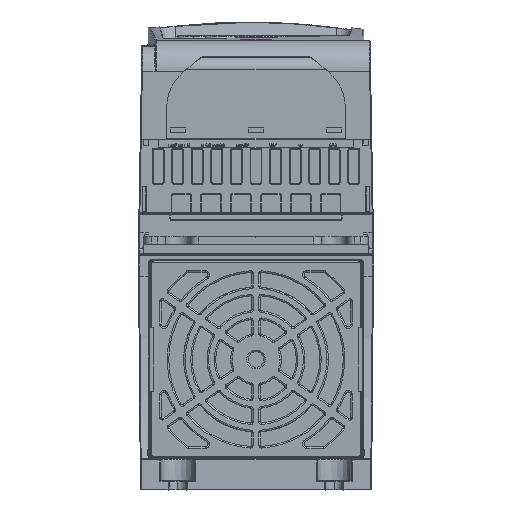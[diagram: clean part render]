
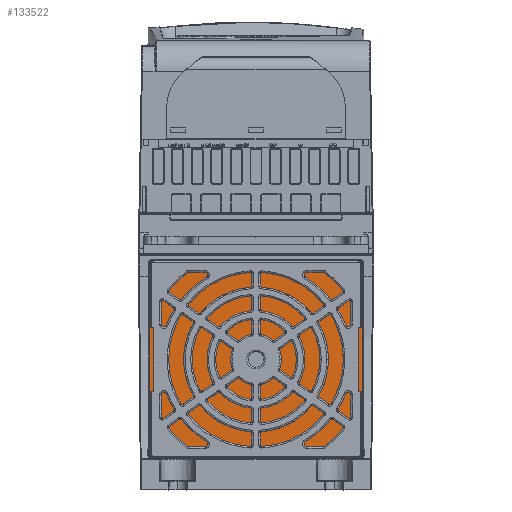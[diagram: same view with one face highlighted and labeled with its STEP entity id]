
A CAD part, front view. The second image highlights one B-rep face of the part: STEP entity #133522.
In plain terms, the highlighted planar face has unit normal (0, -1, 0).
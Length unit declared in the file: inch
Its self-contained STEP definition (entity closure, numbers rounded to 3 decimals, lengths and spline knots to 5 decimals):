
#1378 = ORIENTED_EDGE ( 'NONE', *, *, #64595, .T. ) ;
#1481 = VERTEX_POINT ( 'NONE', #70500 ) ;
#9460 = VERTEX_POINT ( 'NONE', #62488 ) ;
#10369 = CARTESIAN_POINT ( 'NONE',  ( -1.34234, -3.13404, -2.79531 ) ) ;
#11289 = CARTESIAN_POINT ( 'NONE',  ( 1.34234, -3.13404, -0.3388 ) ) ;
#12245 = CARTESIAN_POINT ( 'NONE',  ( 1.34234, -3.13404, -2.81837 ) ) ;
#17082 = DIRECTION ( 'NONE',  ( 0., 0., -1. ) ) ;
#21526 = EDGE_CURVE ( 'NONE', #135971, #80988, #116493, .T. ) ;
#23659 = CARTESIAN_POINT ( 'NONE',  ( 1.30297, -3.13404, -2.83468 ) ) ;
#25825 = AXIS2_PLACEMENT_3D ( 'NONE', #44295, #113630, #115202 ) ;
#32524 =( BOUNDED_CURVE ( )  B_SPLINE_CURVE ( 3, ( #10369, #93607, #151606, #104461 ),
 .UNSPECIFIED., .F., .T. ) 
 B_SPLINE_CURVE_WITH_KNOTS ( ( 4, 4 ),
 ( 2.35623, 3.92695 ),
 .UNSPECIFIED. ) 
 CURVE ( )  GEOMETRIC_REPRESENTATION_ITEM ( )  RATIONAL_B_SPLINE_CURVE ( ( 1., 0.805, 0.805, 1. ) ) 
 REPRESENTATION_ITEM ( '' )  );
#35269 = ORIENTED_EDGE ( 'NONE', *, *, #64633, .T. ) ;
#37124 = VERTEX_POINT ( 'NONE', #45084 ) ;
#37191 = EDGE_CURVE ( 'NONE', #9460, #1481, #104516, .T. ) ;
#37914 = CARTESIAN_POINT ( 'NONE',  ( -1.34234, -3.13404, -0.37835 ) ) ;
#41817 =( BOUNDED_CURVE ( )  B_SPLINE_CURVE ( 3, ( #141525, #94424, #82544, #69711 ),
 .UNSPECIFIED., .F., .F. ) 
 B_SPLINE_CURVE_WITH_KNOTS ( ( 4, 4 ),
 ( 2.35623, 3.92695 ),
 .UNSPECIFIED. ) 
 CURVE ( )  GEOMETRIC_REPRESENTATION_ITEM ( )  RATIONAL_B_SPLINE_CURVE ( ( 1., 0.805, 0.805, 1. ) ) 
 REPRESENTATION_ITEM ( '' )  );
#44295 = CARTESIAN_POINT ( 'NONE',  ( -9.64314, -3.13404, 0. ) ) ;
#44828 = PLANE ( 'NONE',  #25825 ) ;
#45084 = CARTESIAN_POINT ( 'NONE',  ( 1.34234, -3.13404, -0.37835 ) ) ;
#46467 = DIRECTION ( 'NONE',  ( 0., 0., 1. ) ) ;
#47426 = LINE ( 'NONE', #47478, #97432 ) ;
#47478 = CARTESIAN_POINT ( 'NONE',  ( -2.3786, -3.13404, -2.83468 ) ) ;
#49149 = DIRECTION ( 'NONE',  ( -1., 0., 0. ) ) ;
#52288 = CARTESIAN_POINT ( 'NONE',  ( -1.34234, -3.13404, -0.3388 ) ) ;
#52365 = VECTOR ( 'NONE', #17082, 39.37008 ) ;
#57420 = EDGE_CURVE ( 'NONE', #89775, #115588, #32524, .T. ) ;
#59848 = CARTESIAN_POINT ( 'NONE',  ( 1.34234, -3.13404, -2.79531 ) ) ;
#60382 = LINE ( 'NONE', #11289, #145559 ) ;
#60748 = CARTESIAN_POINT ( 'NONE',  ( -1.34234, -3.13404, -0.35529 ) ) ;
#61368 = CARTESIAN_POINT ( 'NONE',  ( 1.32603, -3.13404, -2.83468 ) ) ;
#62488 = CARTESIAN_POINT ( 'NONE',  ( 1.30297, -3.13404, -0.33898 ) ) ;
#62645 = CARTESIAN_POINT ( 'NONE',  ( -1.34234, -3.13404, -0.37835 ) ) ;
#64595 = EDGE_CURVE ( 'NONE', #115588, #135971, #47426, .T. ) ;
#64633 = EDGE_CURVE ( 'NONE', #80988, #37124, #60382, .T. ) ;
#66377 = CARTESIAN_POINT ( 'NONE',  ( -1.34234, -3.13404, -2.79531 ) ) ;
#69711 = CARTESIAN_POINT ( 'NONE',  ( 1.30297, -3.13404, -0.33898 ) ) ;
#70500 = CARTESIAN_POINT ( 'NONE',  ( -1.30297, -3.13404, -0.33898 ) ) ;
#73179 = CARTESIAN_POINT ( 'NONE',  ( -1.32603, -3.13404, -0.33898 ) ) ;
#80204 = EDGE_CURVE ( 'NONE', #1481, #98047, #135751, .T. ) ;
#80655 = EDGE_CURVE ( 'NONE', #98047, #89775, #131982, .T. ) ;
#80988 = VERTEX_POINT ( 'NONE', #96619 ) ;
#82544 = CARTESIAN_POINT ( 'NONE',  ( 1.32603, -3.13404, -0.33898 ) ) ;
#83170 = EDGE_CURVE ( 'NONE', #37124, #9460, #41817, .T. ) ;
#89775 = VERTEX_POINT ( 'NONE', #66377 ) ;
#93607 = CARTESIAN_POINT ( 'NONE',  ( -1.34234, -3.13404, -2.81837 ) ) ;
#94424 = CARTESIAN_POINT ( 'NONE',  ( 1.34234, -3.13404, -0.35529 ) ) ;
#96619 = CARTESIAN_POINT ( 'NONE',  ( 1.34234, -3.13404, -2.79531 ) ) ;
#97432 = VECTOR ( 'NONE', #140615, 39.37008 ) ;
#98047 = VERTEX_POINT ( 'NONE', #62645 ) ;
#104461 = CARTESIAN_POINT ( 'NONE',  ( -1.30297, -3.13404, -2.83468 ) ) ;
#104516 = LINE ( 'NONE', #141774, #147153 ) ;
#108033 = ORIENTED_EDGE ( 'NONE', *, *, #37191, .T. ) ;
#109798 = ORIENTED_EDGE ( 'NONE', *, *, #57420, .T. ) ;
#111235 = CARTESIAN_POINT ( 'NONE',  ( -1.30297, -3.13404, -2.83468 ) ) ;
#112722 = ORIENTED_EDGE ( 'NONE', *, *, #80204, .T. ) ;
#113630 = DIRECTION ( 'NONE',  ( 0., 1., 0. ) ) ;
#115202 = DIRECTION ( 'NONE',  ( 0., 0., 1. ) ) ;
#115588 = VERTEX_POINT ( 'NONE', #111235 ) ;
#116493 =( BOUNDED_CURVE ( )  B_SPLINE_CURVE ( 3, ( #131785, #61368, #12245, #59848 ),
 .UNSPECIFIED., .F., .T. ) 
 B_SPLINE_CURVE_WITH_KNOTS ( ( 4, 4 ),
 ( 2.35623, 3.92695 ),
 .UNSPECIFIED. ) 
 CURVE ( )  GEOMETRIC_REPRESENTATION_ITEM ( )  RATIONAL_B_SPLINE_CURVE ( ( 1., 0.805, 0.805, 1. ) ) 
 REPRESENTATION_ITEM ( '' )  );
#129688 = FACE_OUTER_BOUND ( 'NONE', #135622, .T. ) ;
#130033 = ORIENTED_EDGE ( 'NONE', *, *, #80655, .T. ) ;
#131785 = CARTESIAN_POINT ( 'NONE',  ( 1.30297, -3.13404, -2.83468 ) ) ;
#131982 = LINE ( 'NONE', #52288, #52365 ) ;
#133522 = ADVANCED_FACE ( 'NONE', ( #129688 ), #44828, .F. ) ;
#135622 = EDGE_LOOP ( 'NONE', ( #139998, #35269, #152471, #108033, #112722, #130033, #109798, #1378 ) ) ;
#135751 =( BOUNDED_CURVE ( )  B_SPLINE_CURVE ( 3, ( #144535, #73179, #60748, #37914 ),
 .UNSPECIFIED., .F., .F. ) 
 B_SPLINE_CURVE_WITH_KNOTS ( ( 4, 4 ),
 ( 2.35623, 3.92695 ),
 .UNSPECIFIED. ) 
 CURVE ( )  GEOMETRIC_REPRESENTATION_ITEM ( )  RATIONAL_B_SPLINE_CURVE ( ( 1., 0.805, 0.805, 1. ) ) 
 REPRESENTATION_ITEM ( '' )  );
#135971 = VERTEX_POINT ( 'NONE', #23659 ) ;
#139998 = ORIENTED_EDGE ( 'NONE', *, *, #21526, .T. ) ;
#140615 = DIRECTION ( 'NONE',  ( 1., 0., 0. ) ) ;
#141525 = CARTESIAN_POINT ( 'NONE',  ( 1.34234, -3.13404, -0.37835 ) ) ;
#141774 = CARTESIAN_POINT ( 'NONE',  ( 1.34252, -3.13404, -0.33898 ) ) ;
#144535 = CARTESIAN_POINT ( 'NONE',  ( -1.30297, -3.13404, -0.33898 ) ) ;
#145559 = VECTOR ( 'NONE', #46467, 39.37008 ) ;
#147153 = VECTOR ( 'NONE', #49149, 39.37008 ) ;
#151606 = CARTESIAN_POINT ( 'NONE',  ( -1.32603, -3.13404, -2.83468 ) ) ;
#152471 = ORIENTED_EDGE ( 'NONE', *, *, #83170, .T. ) ;
